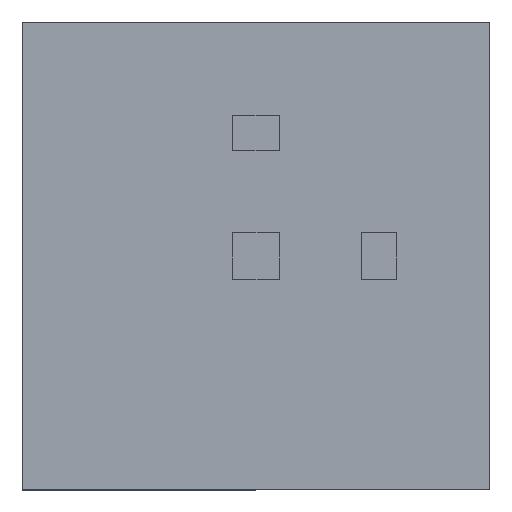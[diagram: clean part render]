
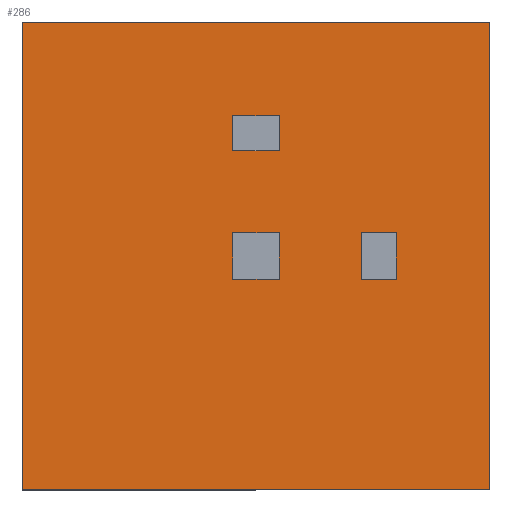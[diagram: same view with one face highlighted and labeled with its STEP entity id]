
A CAD part, top view. The second image highlights one B-rep face of the part: STEP entity #286.
In plain terms, the highlighted planar face has unit normal (0, 0, 1).
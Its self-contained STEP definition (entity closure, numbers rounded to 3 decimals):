
#7 = VECTOR ( 'NONE', #629, 1000. ) ;
#12 = CARTESIAN_POINT ( 'NONE',  ( -40., -90., 10. ) ) ;
#15 = VERTEX_POINT ( 'NONE', #320 ) ;
#16 = FACE_OUTER_BOUND ( 'NONE', #456, .T. ) ;
#20 = CARTESIAN_POINT ( 'NONE',  ( 0., 0., 10. ) ) ;
#38 = CARTESIAN_POINT ( 'NONE',  ( -90., -40., 10. ) ) ;
#42 = CARTESIAN_POINT ( 'NONE',  ( -200., 0., 10. ) ) ;
#43 = CARTESIAN_POINT ( 'NONE',  ( -110., -90., 10. ) ) ;
#49 = CARTESIAN_POINT ( 'NONE',  ( 0., 0., 10. ) ) ;
#56 = LINE ( 'NONE', #402, #211 ) ;
#59 = VERTEX_POINT ( 'NONE', #443 ) ;
#62 = FACE_BOUND ( 'NONE', #421, .T. ) ;
#68 = DIRECTION ( 'NONE',  ( 1., 0., 0. ) ) ;
#87 = CARTESIAN_POINT ( 'NONE',  ( -110., -40., 10. ) ) ;
#88 = EDGE_CURVE ( 'NONE', #15, #587, #250, .T. ) ;
#93 = CARTESIAN_POINT ( 'NONE',  ( -40., -110., 10. ) ) ;
#95 = ORIENTED_EDGE ( 'NONE', *, *, #584, .F. ) ;
#98 = ORIENTED_EDGE ( 'NONE', *, *, #88, .T. ) ;
#106 = EDGE_CURVE ( 'NONE', #284, #287, #450, .T. ) ;
#111 = ORIENTED_EDGE ( 'NONE', *, *, #545, .T. ) ;
#122 = VERTEX_POINT ( 'NONE', #562 ) ;
#125 = LINE ( 'NONE', #589, #290 ) ;
#126 = VECTOR ( 'NONE', #566, 1000. ) ;
#131 = CARTESIAN_POINT ( 'NONE',  ( -110., -110., 10. ) ) ;
#136 = EDGE_CURVE ( 'NONE', #122, #154, #200, .T. ) ;
#137 = EDGE_CURVE ( 'NONE', #349, #15, #510, .T. ) ;
#139 = CARTESIAN_POINT ( 'NONE',  ( -110., -110., 10. ) ) ;
#143 = VECTOR ( 'NONE', #422, 1000. ) ;
#145 = VERTEX_POINT ( 'NONE', #87 ) ;
#146 = VERTEX_POINT ( 'NONE', #239 ) ;
#154 = VERTEX_POINT ( 'NONE', #93 ) ;
#157 = LINE ( 'NONE', #139, #496 ) ;
#159 = CARTESIAN_POINT ( 'NONE',  ( 0., -200., 10. ) ) ;
#161 = CARTESIAN_POINT ( 'NONE',  ( -110., -55., 10. ) ) ;
#164 = ORIENTED_EDGE ( 'NONE', *, *, #656, .F. ) ;
#170 = DIRECTION ( 'NONE',  ( 0., 0., -1. ) ) ;
#172 = DIRECTION ( 'NONE',  ( -1., 0., 0. ) ) ;
#177 = VECTOR ( 'NONE', #332, 1000. ) ;
#185 = VECTOR ( 'NONE', #291, 1000. ) ;
#189 = EDGE_CURVE ( 'NONE', #339, #349, #325, .T. ) ;
#190 = VERTEX_POINT ( 'NONE', #221 ) ;
#193 = ORIENTED_EDGE ( 'NONE', *, *, #384, .F. ) ;
#195 = CARTESIAN_POINT ( 'NONE',  ( -55., -110., 10. ) ) ;
#196 = EDGE_CURVE ( 'NONE', #154, #59, #270, .T. ) ;
#200 = LINE ( 'NONE', #195, #233 ) ;
#201 = EDGE_CURVE ( 'NONE', #59, #388, #531, .T. ) ;
#205 = DIRECTION ( 'NONE',  ( 1., 0., 0. ) ) ;
#211 = VECTOR ( 'NONE', #351, 1000. ) ;
#221 = CARTESIAN_POINT ( 'NONE',  ( -110., -55., 10. ) ) ;
#231 = CARTESIAN_POINT ( 'NONE',  ( -55., -90., 10. ) ) ;
#233 = VECTOR ( 'NONE', #354, 1000. ) ;
#235 = EDGE_CURVE ( 'NONE', #465, #449, #125, .T. ) ;
#239 = CARTESIAN_POINT ( 'NONE',  ( -90., -90., 10. ) ) ;
#245 = ORIENTED_EDGE ( 'NONE', *, *, #607, .F. ) ;
#249 = ORIENTED_EDGE ( 'NONE', *, *, #106, .F. ) ;
#250 = LINE ( 'NONE', #42, #126 ) ;
#255 = LINE ( 'NONE', #616, #378 ) ;
#257 = ORIENTED_EDGE ( 'NONE', *, *, #503, .F. ) ;
#259 = ORIENTED_EDGE ( 'NONE', *, *, #136, .F. ) ;
#260 = FACE_BOUND ( 'NONE', #442, .T. ) ;
#270 = LINE ( 'NONE', #12, #588 ) ;
#284 = VERTEX_POINT ( 'NONE', #525 ) ;
#286 = ADVANCED_FACE ( 'NONE', ( #62, #424, #260, #16 ), #633, .F. ) ;
#287 = VERTEX_POINT ( 'NONE', #582 ) ;
#290 = VECTOR ( 'NONE', #427, 1000. ) ;
#291 = DIRECTION ( 'NONE',  ( -1., 0., 0. ) ) ;
#292 = VECTOR ( 'NONE', #511, 1000. ) ;
#302 = VECTOR ( 'NONE', #350, 1000. ) ;
#305 = CARTESIAN_POINT ( 'NONE',  ( -90., -90., 10. ) ) ;
#320 = CARTESIAN_POINT ( 'NONE',  ( -200., 0., 10. ) ) ;
#325 = LINE ( 'NONE', #20, #7 ) ;
#331 = CARTESIAN_POINT ( 'NONE',  ( -110., -40., 10. ) ) ;
#332 = DIRECTION ( 'NONE',  ( -1., 0., 0. ) ) ;
#339 = VERTEX_POINT ( 'NONE', #159 ) ;
#349 = VERTEX_POINT ( 'NONE', #360 ) ;
#350 = DIRECTION ( 'NONE',  ( 0., 1., 0. ) ) ;
#351 = DIRECTION ( 'NONE',  ( 0., -1., 0. ) ) ;
#354 = DIRECTION ( 'NONE',  ( 1., 0., 0. ) ) ;
#356 = VECTOR ( 'NONE', #658, 1000. ) ;
#357 = CARTESIAN_POINT ( 'NONE',  ( -200., -200., 10. ) ) ;
#360 = CARTESIAN_POINT ( 'NONE',  ( 0., 0., 10. ) ) ;
#367 = LINE ( 'NONE', #161, #516 ) ;
#378 = VECTOR ( 'NONE', #460, 1000. ) ;
#384 = EDGE_CURVE ( 'NONE', #287, #145, #489, .T. ) ;
#385 = ORIENTED_EDGE ( 'NONE', *, *, #235, .F. ) ;
#388 = VERTEX_POINT ( 'NONE', #231 ) ;
#394 = LINE ( 'NONE', #305, #292 ) ;
#399 = CARTESIAN_POINT ( 'NONE',  ( 0., -200., 10. ) ) ;
#400 = VERTEX_POINT ( 'NONE', #586 ) ;
#402 = CARTESIAN_POINT ( 'NONE',  ( -110., -40., 10. ) ) ;
#415 = ORIENTED_EDGE ( 'NONE', *, *, #137, .T. ) ;
#418 = CARTESIAN_POINT ( 'NONE',  ( -55., -90., 10. ) ) ;
#421 = EDGE_LOOP ( 'NONE', ( #164, #245, #193, #249 ) ) ;
#422 = DIRECTION ( 'NONE',  ( -1., 0., 0. ) ) ;
#424 = FACE_BOUND ( 'NONE', #645, .T. ) ;
#427 = DIRECTION ( 'NONE',  ( 0., -1., 0. ) ) ;
#442 = EDGE_LOOP ( 'NONE', ( #257, #385, #650, #95 ) ) ;
#443 = CARTESIAN_POINT ( 'NONE',  ( -40., -90., 10. ) ) ;
#448 = LINE ( 'NONE', #43, #356 ) ;
#449 = VERTEX_POINT ( 'NONE', #131 ) ;
#450 = LINE ( 'NONE', #38, #302 ) ;
#456 = EDGE_LOOP ( 'NONE', ( #610, #415, #98, #111 ) ) ;
#460 = DIRECTION ( 'NONE',  ( 0., -1., 0. ) ) ;
#465 = VERTEX_POINT ( 'NONE', #481 ) ;
#466 = CARTESIAN_POINT ( 'NONE',  ( 0., 0., 10. ) ) ;
#481 = CARTESIAN_POINT ( 'NONE',  ( -110., -90., 10. ) ) ;
#486 = AXIS2_PLACEMENT_3D ( 'NONE', #466, #170, #172 ) ;
#489 = LINE ( 'NONE', #331, #177 ) ;
#496 = VECTOR ( 'NONE', #559, 1000. ) ;
#503 = EDGE_CURVE ( 'NONE', #449, #400, #157, .T. ) ;
#506 = LINE ( 'NONE', #399, #590 ) ;
#510 = LINE ( 'NONE', #49, #185 ) ;
#511 = DIRECTION ( 'NONE',  ( 0., 1., 0. ) ) ;
#516 = VECTOR ( 'NONE', #68, 1000. ) ;
#525 = CARTESIAN_POINT ( 'NONE',  ( -90., -55., 10. ) ) ;
#531 = LINE ( 'NONE', #418, #143 ) ;
#539 = DIRECTION ( 'NONE',  ( 0., 1., 0. ) ) ;
#545 = EDGE_CURVE ( 'NONE', #587, #339, #506, .T. ) ;
#559 = DIRECTION ( 'NONE',  ( 1., 0., 0. ) ) ;
#562 = CARTESIAN_POINT ( 'NONE',  ( -55., -110., 10. ) ) ;
#566 = DIRECTION ( 'NONE',  ( 0., -1., 0. ) ) ;
#572 = ORIENTED_EDGE ( 'NONE', *, *, #201, .F. ) ;
#582 = CARTESIAN_POINT ( 'NONE',  ( -90., -40., 10. ) ) ;
#584 = EDGE_CURVE ( 'NONE', #400, #146, #394, .T. ) ;
#586 = CARTESIAN_POINT ( 'NONE',  ( -90., -110., 10. ) ) ;
#587 = VERTEX_POINT ( 'NONE', #357 ) ;
#588 = VECTOR ( 'NONE', #539, 1000. ) ;
#589 = CARTESIAN_POINT ( 'NONE',  ( -110., -90., 10. ) ) ;
#590 = VECTOR ( 'NONE', #205, 1000. ) ;
#603 = ORIENTED_EDGE ( 'NONE', *, *, #196, .F. ) ;
#607 = EDGE_CURVE ( 'NONE', #145, #190, #56, .T. ) ;
#610 = ORIENTED_EDGE ( 'NONE', *, *, #189, .T. ) ;
#616 = CARTESIAN_POINT ( 'NONE',  ( -55., -90., 10. ) ) ;
#617 = EDGE_CURVE ( 'NONE', #388, #122, #255, .T. ) ;
#624 = ORIENTED_EDGE ( 'NONE', *, *, #617, .F. ) ;
#629 = DIRECTION ( 'NONE',  ( 0., 1., 0. ) ) ;
#633 = PLANE ( 'NONE',  #486 ) ;
#636 = EDGE_CURVE ( 'NONE', #146, #465, #448, .T. ) ;
#645 = EDGE_LOOP ( 'NONE', ( #259, #624, #572, #603 ) ) ;
#650 = ORIENTED_EDGE ( 'NONE', *, *, #636, .F. ) ;
#656 = EDGE_CURVE ( 'NONE', #190, #284, #367, .T. ) ;
#658 = DIRECTION ( 'NONE',  ( -1., 0., 0. ) ) ;
